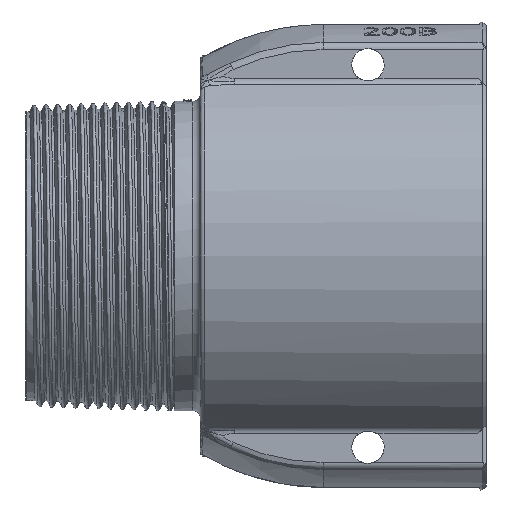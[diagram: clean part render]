
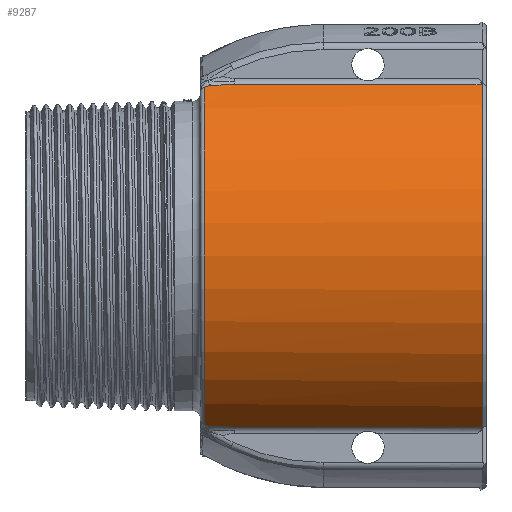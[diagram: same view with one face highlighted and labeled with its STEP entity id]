
A CAD part, front view. The second image highlights one B-rep face of the part: STEP entity #9287.
In plain terms, the highlighted cylindrical face has radius 39.37 mm (diameter 78.74 mm), a partial arc.
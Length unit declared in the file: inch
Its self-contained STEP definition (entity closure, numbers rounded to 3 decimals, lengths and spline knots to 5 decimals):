
#314=LINE('',#14143,#906);
#324=LINE('',#14215,#916);
#906=VECTOR('',#10422,1.91454);
#916=VECTOR('',#10446,1.91454);
#1593=CYLINDRICAL_SURFACE('',#9982,1.55);
#1772=FACE_OUTER_BOUND('',#2368,.T.);
#2368=EDGE_LOOP('',(#6901,#6902,#6903,#6904,#6905,#6906,#6907,#6908));
#2880=CIRCLE('',#9830,1.55);
#2976=CIRCLE('',#9979,1.55);
#3061=B_SPLINE_CURVE_WITH_KNOTS('',3,(#12217,#12218,#12219,#12220,#12221,
#12222),.UNSPECIFIED.,.F.,.F.,(4,2,4),(0.5,0.75,
1.),.UNSPECIFIED.);
#3063=B_SPLINE_CURVE_WITH_KNOTS('',3,(#12283,#12284,#12285,#12286,#12287,
#12288,#12289,#12290,#12291,#12292),.UNSPECIFIED.,.F.,.F.,(4,2,2,2,4),(0.,
0.0625,0.125,0.25,0.5),
 .UNSPECIFIED.);
#3083=B_SPLINE_CURVE_WITH_KNOTS('',3,(#12948,#12949,#12950,#12951,#12952,
#12953,#12954,#12955,#12956,#12957),.UNSPECIFIED.,.F.,.F.,(4,2,2,2,4),(0.5,
0.75,0.875,0.9375,1.),.UNSPECIFIED.);
#3085=B_SPLINE_CURVE_WITH_KNOTS('',3,(#13018,#13019,#13020,#13021,#13022,
#13023),.UNSPECIFIED.,.F.,.F.,(4,2,4),(0.,0.25,0.5),.UNSPECIFIED.);
#3604=VERTEX_POINT('',#12208);
#3605=VERTEX_POINT('',#12216);
#3607=VERTEX_POINT('',#12281);
#3628=VERTEX_POINT('',#12939);
#3629=VERTEX_POINT('',#12947);
#3631=VERTEX_POINT('',#13016);
#3687=VERTEX_POINT('',#14142);
#3700=VERTEX_POINT('',#14209);
#4568=EDGE_CURVE('',#3604,#3605,#3061,.T.);
#4572=EDGE_CURVE('',#3607,#3604,#3063,.T.);
#4602=EDGE_CURVE('',#3628,#3629,#3083,.T.);
#4606=EDGE_CURVE('',#3631,#3628,#3085,.T.);
#4676=EDGE_CURVE('',#3605,#3687,#314,.T.);
#4697=EDGE_CURVE('',#3700,#3631,#324,.T.);
#4807=EDGE_CURVE('',#3687,#3700,#2880,.T.);
#5159=EDGE_CURVE('',#3629,#3607,#2976,.T.);
#6901=ORIENTED_EDGE('',*,*,#4807,.F.);
#6902=ORIENTED_EDGE('',*,*,#4676,.F.);
#6903=ORIENTED_EDGE('',*,*,#4568,.F.);
#6904=ORIENTED_EDGE('',*,*,#4572,.F.);
#6905=ORIENTED_EDGE('',*,*,#5159,.F.);
#6906=ORIENTED_EDGE('',*,*,#4602,.F.);
#6907=ORIENTED_EDGE('',*,*,#4606,.F.);
#6908=ORIENTED_EDGE('',*,*,#4697,.F.);
#9287=ADVANCED_FACE('',(#1772),#1593,.T.);
#9830=AXIS2_PLACEMENT_3D('',#14812,#10607,#10608);
#9979=AXIS2_PLACEMENT_3D('',#18961,#10986,#10987);
#9982=AXIS2_PLACEMENT_3D('',#19033,#10992,#10993);
#10422=DIRECTION('',(1.,0.,0.));
#10446=DIRECTION('',(-1.,0.,0.));
#10607=DIRECTION('center_axis',(1.,0.,0.));
#10608=DIRECTION('ref_axis',(0.,-1.,0.));
#10986=DIRECTION('center_axis',(-1.,0.,0.));
#10987=DIRECTION('ref_axis',(0.,-1.,0.));
#10992=DIRECTION('center_axis',(1.,0.,0.));
#10993=DIRECTION('ref_axis',(0.,1.,0.));
#12208=CARTESIAN_POINT('',(0.08783,-0.81774,1.31674));
#12216=CARTESIAN_POINT('',(0.26132,-0.8087,1.32231));
#12217=CARTESIAN_POINT('Ctrl Pts',(0.08783,-0.81774,
1.31674));
#12218=CARTESIAN_POINT('Ctrl Pts',(0.10711,-0.81473,
1.31861));
#12219=CARTESIAN_POINT('Ctrl Pts',(0.1312,-0.81247,
1.32));
#12220=CARTESIAN_POINT('Ctrl Pts',(0.18903,-0.80945,
1.32185));
#12221=CARTESIAN_POINT('Ctrl Pts',(0.22276,-0.8087,
1.32231));
#12222=CARTESIAN_POINT('Ctrl Pts',(0.26132,-0.8087,
1.32231));
#12281=CARTESIAN_POINT('',(0.03,-0.84464,1.29965));
#12283=CARTESIAN_POINT('Ctrl Pts',(0.03,-0.84464,
1.29965));
#12284=CARTESIAN_POINT('Ctrl Pts',(0.03,-0.84315,
1.30061));
#12285=CARTESIAN_POINT('Ctrl Pts',(0.0303,-0.84171,
1.30155));
#12286=CARTESIAN_POINT('Ctrl Pts',(0.03151,-0.83892,
1.30335));
#12287=CARTESIAN_POINT('Ctrl Pts',(0.03241,-0.83757,
1.30421));
#12288=CARTESIAN_POINT('Ctrl Pts',(0.03602,-0.83366,
1.30672));
#12289=CARTESIAN_POINT('Ctrl Pts',(0.03964,-0.83123,
1.30827));
#12290=CARTESIAN_POINT('Ctrl Pts',(0.0541,-0.8245,
1.31253));
#12291=CARTESIAN_POINT('Ctrl Pts',(0.06855,-0.82075,
1.31487));
#12292=CARTESIAN_POINT('Ctrl Pts',(0.08783,-0.81774,
1.31674));
#12939=CARTESIAN_POINT('',(0.08783,-0.81774,-1.31674));
#12947=CARTESIAN_POINT('',(0.03,-0.84464,-1.29965));
#12948=CARTESIAN_POINT('Ctrl Pts',(0.08783,-0.81774,
-1.31674));
#12949=CARTESIAN_POINT('Ctrl Pts',(0.06855,-0.82075,
-1.31487));
#12950=CARTESIAN_POINT('Ctrl Pts',(0.0541,-0.8245,
-1.31253));
#12951=CARTESIAN_POINT('Ctrl Pts',(0.03964,-0.83123,
-1.30827));
#12952=CARTESIAN_POINT('Ctrl Pts',(0.03602,-0.83366,
-1.30672));
#12953=CARTESIAN_POINT('Ctrl Pts',(0.03241,-0.83757,
-1.30421));
#12954=CARTESIAN_POINT('Ctrl Pts',(0.03151,-0.83892,
-1.30335));
#12955=CARTESIAN_POINT('Ctrl Pts',(0.0303,-0.84171,
-1.30155));
#12956=CARTESIAN_POINT('Ctrl Pts',(0.03,-0.84315,
-1.30061));
#12957=CARTESIAN_POINT('Ctrl Pts',(0.03,-0.84464,
-1.29965));
#13016=CARTESIAN_POINT('',(0.26132,-0.8087,-1.32231));
#13018=CARTESIAN_POINT('Ctrl Pts',(0.26132,-0.8087,
-1.32231));
#13019=CARTESIAN_POINT('Ctrl Pts',(0.22276,-0.8087,
-1.32231));
#13020=CARTESIAN_POINT('Ctrl Pts',(0.18903,-0.80945,
-1.32185));
#13021=CARTESIAN_POINT('Ctrl Pts',(0.1312,-0.81247,
-1.32));
#13022=CARTESIAN_POINT('Ctrl Pts',(0.10711,-0.81473,
-1.31861));
#13023=CARTESIAN_POINT('Ctrl Pts',(0.08783,-0.81774,
-1.31674));
#14142=CARTESIAN_POINT('',(2.17586,-0.8087,1.32231));
#14143=CARTESIAN_POINT('',(1.12,-0.8087,1.32231));
#14209=CARTESIAN_POINT('',(2.17586,-0.8087,-1.32231));
#14215=CARTESIAN_POINT('',(1.12,-0.8087,-1.32231));
#14812=CARTESIAN_POINT('Origin',(2.17586,0.,
0.));
#18961=CARTESIAN_POINT('Origin',(0.03,0.,
0.));
#19033=CARTESIAN_POINT('Origin',(1.12,0.,0.));
